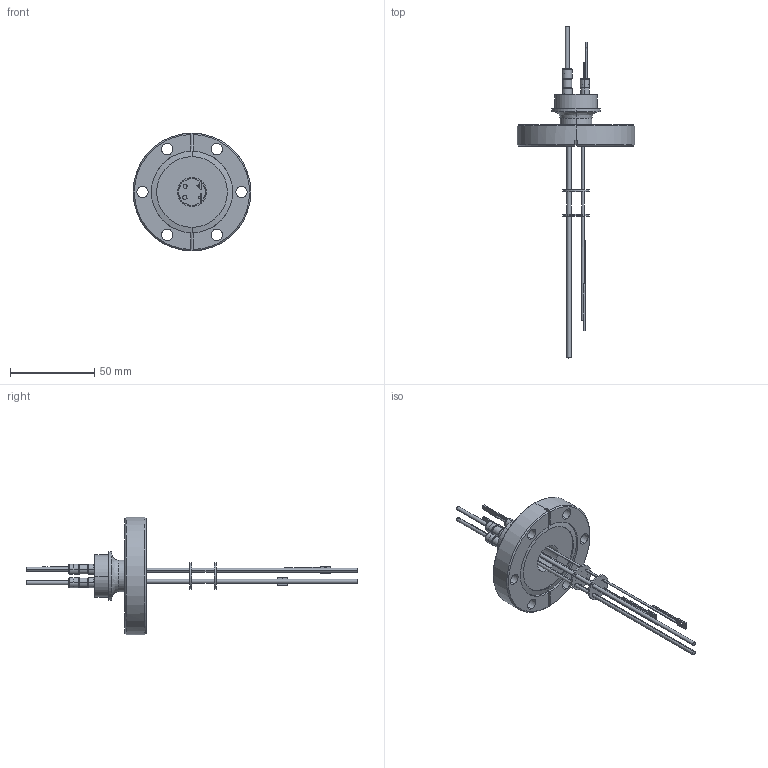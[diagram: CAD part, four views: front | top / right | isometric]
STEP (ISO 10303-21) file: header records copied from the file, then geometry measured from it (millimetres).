
FILE_DESCRIPTION (( 'STEP AP214' ), '1' );
FILE_NAME ('420XKO040-5-30.step', '2017-07-10T09:18:54', ( 'install' ), ( '' ), 'SwSTEP 2.0', 'SolidWorks 2015', '' );
FILE_SCHEMA (( 'AUTOMOTIVE_DESIGN' ));
Length unit declared in the file: inch
Products named in the file (1): 420XKO040-5-30
Bounding box: 69.85 x 196.97 x 69.85 mm (x, y, z)
Volume: 47074.6 mm3; surface area: 22457.2 mm2
Topology: 1 solids, 5 shells, 327 faces, 836 edges, 552 vertices
Faces by surface type: cylinder 168, plane 87, cone 40, bspline 32
Entity records: 10954 total; most frequent: CARTESIAN_POINT 2612, DIRECTION 1866, ORIENTED_EDGE 1672, EDGE_CURVE 836, AXIS2_PLACEMENT_3D 776, VERTEX_POINT 552, CIRCLE 480, EDGE_LOOP 410
